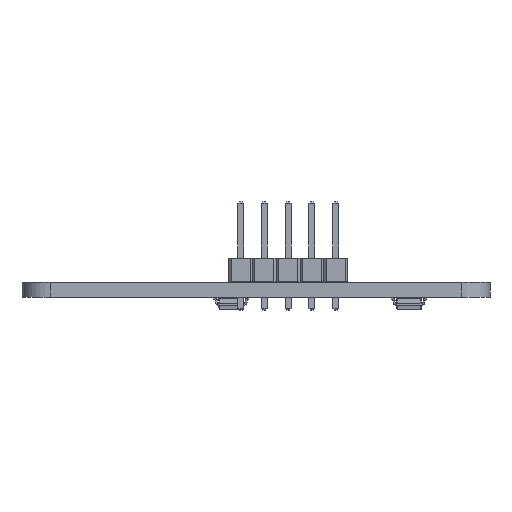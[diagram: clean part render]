
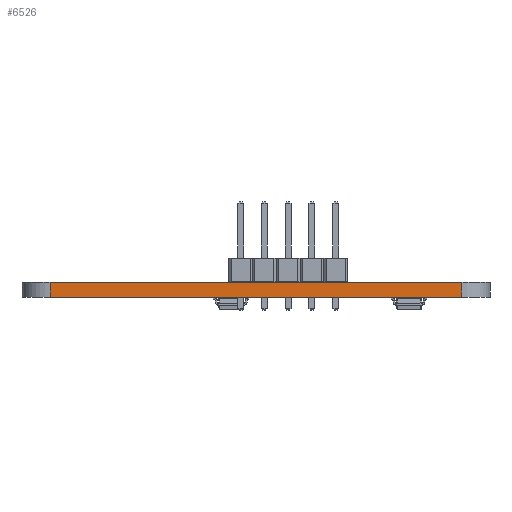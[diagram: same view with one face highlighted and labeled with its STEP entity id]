
A CAD part, left-side view. The second image highlights one B-rep face of the part: STEP entity #6526.
In plain terms, the highlighted planar face has unit normal (-1, 0, 0).
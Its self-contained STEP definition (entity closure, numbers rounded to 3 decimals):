
#5554 = VERTEX_POINT('',#5555);
#5555 = CARTESIAN_POINT('',(97.,-94.,0.));
#5562 = EDGE_CURVE('',#5554,#5563,#5565,.T.);
#5563 = VERTEX_POINT('',#5564);
#5564 = CARTESIAN_POINT('',(97.,-50.,0.));
#5565 = LINE('',#5566,#5567);
#5566 = CARTESIAN_POINT('',(97.,-94.,0.));
#5567 = VECTOR('',#5568,1.);
#5568 = DIRECTION('',(0.,1.,0.));
#6035 = VERTEX_POINT('',#6036);
#6036 = CARTESIAN_POINT('',(97.,-94.,1.6));
#6043 = EDGE_CURVE('',#6035,#6044,#6046,.T.);
#6044 = VERTEX_POINT('',#6045);
#6045 = CARTESIAN_POINT('',(97.,-50.,1.6));
#6046 = LINE('',#6047,#6048);
#6047 = CARTESIAN_POINT('',(97.,-94.,1.6));
#6048 = VECTOR('',#6049,1.);
#6049 = DIRECTION('',(0.,1.,0.));
#6496 = EDGE_CURVE('',#5563,#6044,#6497,.T.);
#6497 = LINE('',#6498,#6499);
#6498 = CARTESIAN_POINT('',(97.,-50.,0.));
#6499 = VECTOR('',#6500,1.);
#6500 = DIRECTION('',(0.,0.,1.));
#6526 = ADVANCED_FACE('',(#6527),#6538,.T.);
#6527 = FACE_BOUND('',#6528,.T.);
#6528 = EDGE_LOOP('',(#6529,#6535,#6536,#6537));
#6529 = ORIENTED_EDGE('',*,*,#6530,.T.);
#6530 = EDGE_CURVE('',#5554,#6035,#6531,.T.);
#6531 = LINE('',#6532,#6533);
#6532 = CARTESIAN_POINT('',(97.,-94.,0.));
#6533 = VECTOR('',#6534,1.);
#6534 = DIRECTION('',(0.,0.,1.));
#6535 = ORIENTED_EDGE('',*,*,#6043,.T.);
#6536 = ORIENTED_EDGE('',*,*,#6496,.F.);
#6537 = ORIENTED_EDGE('',*,*,#5562,.F.);
#6538 = PLANE('',#6539);
#6539 = AXIS2_PLACEMENT_3D('',#6540,#6541,#6542);
#6540 = CARTESIAN_POINT('',(97.,-94.,0.));
#6541 = DIRECTION('',(-1.,0.,0.));
#6542 = DIRECTION('',(0.,1.,0.));
